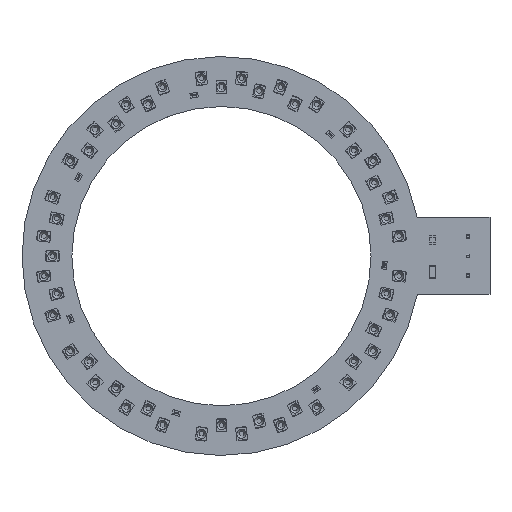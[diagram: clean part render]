
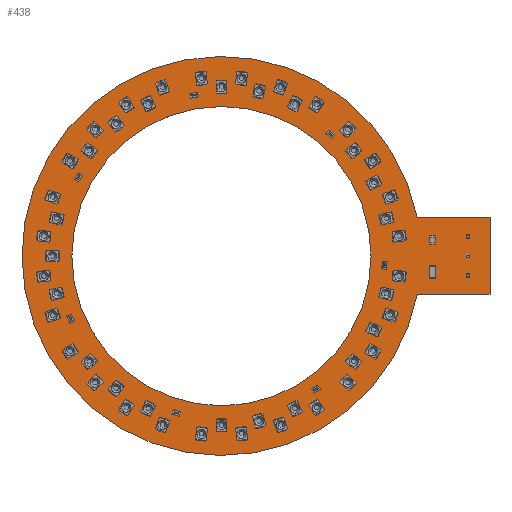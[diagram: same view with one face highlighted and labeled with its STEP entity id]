
A CAD part, top view. The second image highlights one B-rep face of the part: STEP entity #438.
In plain terms, the highlighted planar face has unit normal (0, 0, 1).
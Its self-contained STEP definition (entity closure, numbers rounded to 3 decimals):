
#271 = VERTEX_POINT('',#272);
#272 = CARTESIAN_POINT('',(51.049,-9.9,0.));
#278 = EDGE_CURVE('',#271,#279,#281,.T.);
#279 = VERTEX_POINT('',#280);
#280 = CARTESIAN_POINT('',(51.025,10.1,0.));
#281 = CIRCLE('',#282,52.004);
#282 = AXIS2_PLACEMENT_3D('',#283,#284,#285);
#283 = CARTESIAN_POINT('',(0.004,0.039,
    0.));
#284 = DIRECTION('',(0.,0.,-1.));
#285 = DIRECTION('',(0.982,-0.191,0.));
#311 = EDGE_CURVE('',#279,#312,#314,.T.);
#312 = VERTEX_POINT('',#313);
#313 = CARTESIAN_POINT('',(70.,10.1,0.));
#314 = LINE('',#315,#316);
#315 = CARTESIAN_POINT('',(51.025,10.1,0.));
#316 = VECTOR('',#317,1.);
#317 = DIRECTION('',(1.,0.,0.));
#342 = EDGE_CURVE('',#312,#343,#345,.T.);
#343 = VERTEX_POINT('',#344);
#344 = CARTESIAN_POINT('',(70.,-9.9,0.));
#345 = LINE('',#346,#347);
#346 = CARTESIAN_POINT('',(70.,10.1,0.));
#347 = VECTOR('',#348,1.);
#348 = DIRECTION('',(0.,-1.,0.));
#373 = EDGE_CURVE('',#343,#271,#374,.T.);
#374 = LINE('',#375,#376);
#375 = CARTESIAN_POINT('',(70.,-9.9,0.));
#376 = VECTOR('',#377,1.);
#377 = DIRECTION('',(-1.,0.,0.));
#397 = VERTEX_POINT('',#398);
#398 = CARTESIAN_POINT('',(39.,0.,0.));
#404 = EDGE_CURVE('',#397,#397,#405,.T.);
#405 = CIRCLE('',#406,39.);
#406 = AXIS2_PLACEMENT_3D('',#407,#408,#409);
#407 = CARTESIAN_POINT('',(0.,0.,0.));
#408 = DIRECTION('',(0.,0.,1.));
#409 = DIRECTION('',(1.,0.,0.));
#438 = ADVANCED_FACE('',(#439,#445),#448,.T.);
#439 = FACE_BOUND('',#440,.F.);
#440 = EDGE_LOOP('',(#441,#442,#443,#444));
#441 = ORIENTED_EDGE('',*,*,#278,.T.);
#442 = ORIENTED_EDGE('',*,*,#311,.T.);
#443 = ORIENTED_EDGE('',*,*,#342,.T.);
#444 = ORIENTED_EDGE('',*,*,#373,.T.);
#445 = FACE_BOUND('',#446,.T.);
#446 = EDGE_LOOP('',(#447));
#447 = ORIENTED_EDGE('',*,*,#404,.F.);
#448 = PLANE('',#449);
#449 = AXIS2_PLACEMENT_3D('',#450,#451,#452);
#450 = CARTESIAN_POINT('',(51.049,-9.9,0.));
#451 = DIRECTION('',(0.,0.,1.));
#452 = DIRECTION('',(1.,0.,0.));
